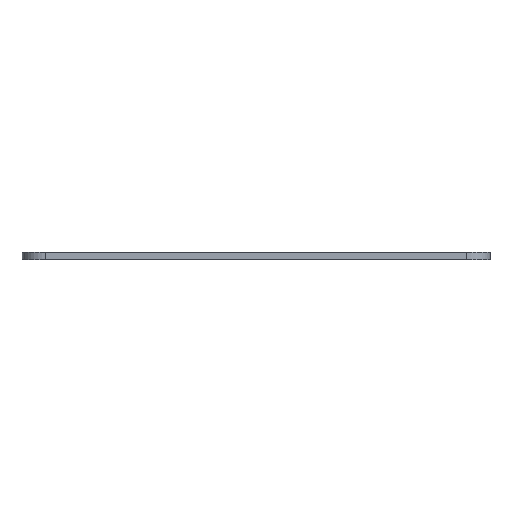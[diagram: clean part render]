
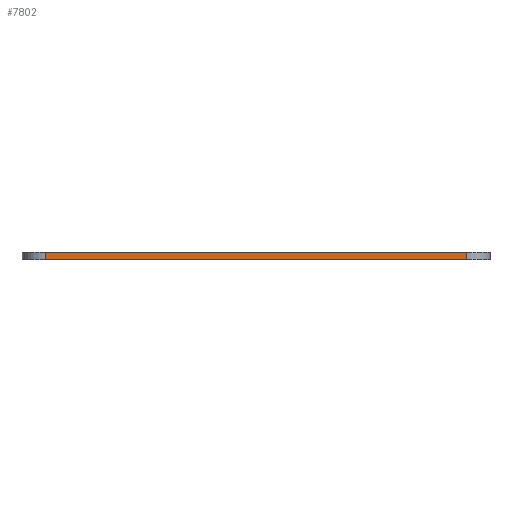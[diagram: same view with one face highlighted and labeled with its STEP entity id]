
A CAD part, front view. The second image highlights one B-rep face of the part: STEP entity #7802.
In plain terms, the highlighted planar face has unit normal (0, -1, 0).
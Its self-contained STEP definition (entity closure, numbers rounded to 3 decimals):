
#112 = VERTEX_POINT('',#113);
#113 = CARTESIAN_POINT('',(188.143,-133.997,1.51));
#120 = EDGE_CURVE('',#121,#112,#123,.T.);
#121 = VERTEX_POINT('',#122);
#122 = CARTESIAN_POINT('',(188.143,-133.997,0.));
#123 = LINE('',#124,#125);
#124 = CARTESIAN_POINT('',(188.143,-133.997,0.));
#125 = VECTOR('',#126,1.);
#126 = DIRECTION('',(0.,0.,1.));
#179 = VERTEX_POINT('',#180);
#180 = CARTESIAN_POINT('',(98.208,-133.997,0.));
#187 = EDGE_CURVE('',#121,#179,#188,.T.);
#188 = LINE('',#189,#190);
#189 = CARTESIAN_POINT('',(188.143,-133.997,0.));
#190 = VECTOR('',#191,1.);
#191 = DIRECTION('',(-1.,0.,0.));
#4002 = VERTEX_POINT('',#4003);
#4003 = CARTESIAN_POINT('',(98.208,-133.997,1.51));
#4010 = EDGE_CURVE('',#112,#4002,#4011,.T.);
#4011 = LINE('',#4012,#4013);
#4012 = CARTESIAN_POINT('',(188.143,-133.997,1.51));
#4013 = VECTOR('',#4014,1.);
#4014 = DIRECTION('',(-1.,0.,0.));
#7802 = ADVANCED_FACE('',(#7803),#7814,.T.);
#7803 = FACE_BOUND('',#7804,.T.);
#7804 = EDGE_LOOP('',(#7805,#7806,#7807,#7813));
#7805 = ORIENTED_EDGE('',*,*,#120,.T.);
#7806 = ORIENTED_EDGE('',*,*,#4010,.T.);
#7807 = ORIENTED_EDGE('',*,*,#7808,.F.);
#7808 = EDGE_CURVE('',#179,#4002,#7809,.T.);
#7809 = LINE('',#7810,#7811);
#7810 = CARTESIAN_POINT('',(98.208,-133.997,0.));
#7811 = VECTOR('',#7812,1.);
#7812 = DIRECTION('',(0.,0.,1.));
#7813 = ORIENTED_EDGE('',*,*,#187,.F.);
#7814 = PLANE('',#7815);
#7815 = AXIS2_PLACEMENT_3D('',#7816,#7817,#7818);
#7816 = CARTESIAN_POINT('',(188.143,-133.997,0.));
#7817 = DIRECTION('',(0.,-1.,0.));
#7818 = DIRECTION('',(-1.,0.,0.));
